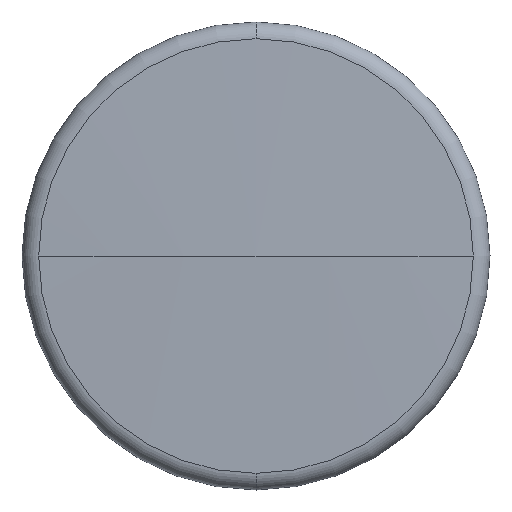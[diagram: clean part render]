
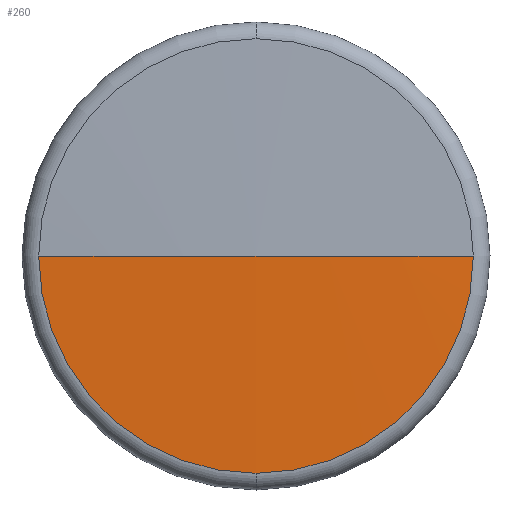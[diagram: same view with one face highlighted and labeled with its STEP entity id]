
A CAD part, front view. The second image highlights one B-rep face of the part: STEP entity #260.
In plain terms, the highlighted spherical face has radius 564.927 mm.
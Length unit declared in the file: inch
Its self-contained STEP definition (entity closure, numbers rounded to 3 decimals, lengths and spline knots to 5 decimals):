
#10 = VERTEX_POINT ( 'NONE', #160 ) ;
#11 = CARTESIAN_POINT ( 'NONE',  ( 0., 0.01725, 0. ) ) ;
#46 = ORIENTED_EDGE ( 'NONE', *, *, #233, .F. ) ;
#47 = DIRECTION ( 'NONE',  ( 0., 0., 1. ) ) ;
#48 = CARTESIAN_POINT ( 'NONE',  ( 0., 22.24123, 0. ) ) ;
#72 = ORIENTED_EDGE ( 'NONE', *, *, #211, .F. ) ;
#77 = CARTESIAN_POINT ( 'NONE',  ( 0., 0., 0. ) ) ;
#99 = CARTESIAN_POINT ( 'NONE',  ( -0.87576, 0.01725, 0. ) ) ;
#104 = ORIENTED_EDGE ( 'NONE', *, *, #293, .F. ) ;
#111 = DIRECTION ( 'NONE',  ( 0., 0., -1. ) ) ;
#118 = VERTEX_POINT ( 'NONE', #99 ) ;
#127 = CIRCLE ( 'NONE', #291, 22.24123 ) ;
#142 = DIRECTION ( 'NONE',  ( 0., 0., -1. ) ) ;
#143 = DIRECTION ( 'NONE',  ( 0., 1., 0. ) ) ;
#160 = CARTESIAN_POINT ( 'NONE',  ( 0., 0.01725, -0.87576 ) ) ;
#171 = DIRECTION ( 'NONE',  ( 0., 0., 1. ) ) ;
#190 = SPHERICAL_SURFACE ( 'NONE', #372, 22.24123 ) ;
#202 = FACE_OUTER_BOUND ( 'NONE', #263, .T. ) ;
#204 = VERTEX_POINT ( 'NONE', #77 ) ;
#211 = EDGE_CURVE ( 'NONE', #204, #403, #127, .T. ) ;
#213 = CIRCLE ( 'NONE', #424, 22.24123 ) ;
#219 = CARTESIAN_POINT ( 'NONE',  ( 0.87576, 0.01725, 0. ) ) ;
#233 = EDGE_CURVE ( 'NONE', #10, #118, #290, .T. ) ;
#237 = DIRECTION ( 'NONE',  ( 0., 1., 0. ) ) ;
#243 = ORIENTED_EDGE ( 'NONE', *, *, #244, .T. ) ;
#244 = EDGE_CURVE ( 'NONE', #204, #118, #213, .T. ) ;
#260 = ADVANCED_FACE ( 'NONE', ( #202 ), #190, .T. ) ;
#263 = EDGE_LOOP ( 'NONE', ( #72, #243, #46, #104 ) ) ;
#269 = DIRECTION ( 'NONE',  ( 1., 0., 0. ) ) ;
#278 = AXIS2_PLACEMENT_3D ( 'NONE', #340, #143, #374 ) ;
#290 = CIRCLE ( 'NONE', #368, 0.87576 ) ;
#291 = AXIS2_PLACEMENT_3D ( 'NONE', #367, #171, #406 ) ;
#293 = EDGE_CURVE ( 'NONE', #403, #10, #359, .T. ) ;
#308 = CARTESIAN_POINT ( 'NONE',  ( 0., 22.24123, 0. ) ) ;
#337 = DIRECTION ( 'NONE',  ( -1., 0., 0. ) ) ;
#340 = CARTESIAN_POINT ( 'NONE',  ( 0., 0.01725, 0. ) ) ;
#359 = CIRCLE ( 'NONE', #278, 0.87576 ) ;
#367 = CARTESIAN_POINT ( 'NONE',  ( 0., 22.24123, 0. ) ) ;
#368 = AXIS2_PLACEMENT_3D ( 'NONE', #11, #237, #47 ) ;
#372 = AXIS2_PLACEMENT_3D ( 'NONE', #48, #142, #269 ) ;
#374 = DIRECTION ( 'NONE',  ( 0., 0., 1. ) ) ;
#403 = VERTEX_POINT ( 'NONE', #219 ) ;
#406 = DIRECTION ( 'NONE',  ( 1., 0., 0. ) ) ;
#424 = AXIS2_PLACEMENT_3D ( 'NONE', #308, #111, #337 ) ;
